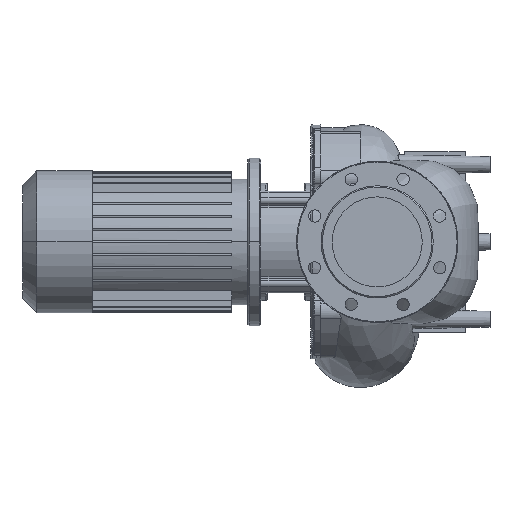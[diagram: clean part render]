
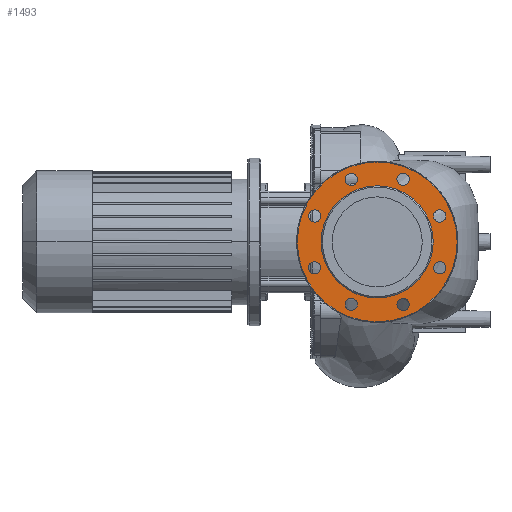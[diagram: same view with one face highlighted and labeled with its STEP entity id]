
A CAD part, left-side view. The second image highlights one B-rep face of the part: STEP entity #1493.
In plain terms, the highlighted free-form (B-spline) face has degree [1, 1] with [2, 2] control points.
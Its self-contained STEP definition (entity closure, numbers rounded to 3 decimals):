
#424=CARTESIAN_POINT('',(2.,0.,-124.));
#425=VERTEX_POINT('',#424);
#441=CARTESIAN_POINT('',(2.,0.,124.));
#442=VERTEX_POINT('',#441);
#450=CARTESIAN_POINT('',(2.,-124.,0.0));
#451=VERTEX_POINT('',#450);
#452=CARTESIAN_POINT('',(2.,0.,0.0));
#453=DIRECTION('',(-1.0,0.0,0.0));
#454=DIRECTION('',(0.0,-1.0,0.0));
#455=AXIS2_PLACEMENT_3D('',#452,#453,#454);
#456=CIRCLE('',#455,124.);
#457=EDGE_CURVE('',#451,#442,#456,.T.);
#459=CARTESIAN_POINT('',(2.,0.,0.0));
#460=DIRECTION('',(-1.0,0.0,0.0));
#461=DIRECTION('',(0.0,-1.0,0.0));
#462=AXIS2_PLACEMENT_3D('',#459,#460,#461);
#463=CIRCLE('',#462,124.);
#464=EDGE_CURVE('',#425,#451,#463,.T.);
#495=CARTESIAN_POINT('',(2.,-87.0,0.0));
#496=VERTEX_POINT('',#495);
#505=CARTESIAN_POINT('',(2.,87.0,0.));
#506=VERTEX_POINT('',#505);
#507=CARTESIAN_POINT('',(2.,0.,0.0));
#508=DIRECTION('',(-1.0,0.0,0.0));
#509=DIRECTION('',(0.0,-1.0,0.0));
#510=AXIS2_PLACEMENT_3D('',#507,#508,#509);
#511=CIRCLE('',#510,87.0);
#512=EDGE_CURVE('',#496,#506,#511,.T.);
#558=CARTESIAN_POINT('',(2.,-97.007,30.682));
#559=VERTEX_POINT('',#558);
#568=CARTESIAN_POINT('',(2.,-97.007,49.682));
#569=VERTEX_POINT('',#568);
#570=CARTESIAN_POINT('',(2.,-97.007,40.182));
#571=DIRECTION('',(-1.0,0.0,0.0));
#572=DIRECTION('',(0.0,0.0,-1.0));
#573=AXIS2_PLACEMENT_3D('',#570,#571,#572);
#574=CIRCLE('',#573,9.5);
#575=EDGE_CURVE('',#559,#569,#574,.T.);
#621=CARTESIAN_POINT('',(2.,-46.899,90.29));
#622=VERTEX_POINT('',#621);
#631=CARTESIAN_POINT('',(2.,-33.464,103.725));
#632=VERTEX_POINT('',#631);
#633=CARTESIAN_POINT('',(2.,-40.182,97.007));
#634=DIRECTION('',(-1.,0.,0.));
#635=DIRECTION('',(0.,-0.707,-0.707));
#636=AXIS2_PLACEMENT_3D('',#633,#634,#635);
#637=CIRCLE('',#636,9.5);
#638=EDGE_CURVE('',#622,#632,#637,.T.);
#684=CARTESIAN_POINT('',(2.,30.682,97.007));
#685=VERTEX_POINT('',#684);
#694=CARTESIAN_POINT('',(2.,49.682,97.007));
#695=VERTEX_POINT('',#694);
#696=CARTESIAN_POINT('',(2.,40.182,97.007));
#697=DIRECTION('',(-1.0,0.0,0.0));
#698=DIRECTION('',(0.0,-1.0,0.0));
#699=AXIS2_PLACEMENT_3D('',#696,#697,#698);
#700=CIRCLE('',#699,9.5);
#701=EDGE_CURVE('',#685,#695,#700,.T.);
#747=CARTESIAN_POINT('',(2.,90.29,46.899));
#748=VERTEX_POINT('',#747);
#757=CARTESIAN_POINT('',(2.,103.725,33.464));
#758=VERTEX_POINT('',#757);
#759=CARTESIAN_POINT('',(2.,97.007,40.182));
#760=DIRECTION('',(-1.,0.,0.));
#761=DIRECTION('',(0.,-0.707,0.707));
#762=AXIS2_PLACEMENT_3D('',#759,#760,#761);
#763=CIRCLE('',#762,9.5);
#764=EDGE_CURVE('',#748,#758,#763,.T.);
#810=CARTESIAN_POINT('',(2.,97.007,-30.682));
#811=VERTEX_POINT('',#810);
#820=CARTESIAN_POINT('',(2.,97.007,-49.682));
#821=VERTEX_POINT('',#820);
#822=CARTESIAN_POINT('',(2.,97.007,-40.182));
#823=DIRECTION('',(-1.0,0.0,0.0));
#824=DIRECTION('',(0.0,0.0,1.0));
#825=AXIS2_PLACEMENT_3D('',#822,#823,#824);
#826=CIRCLE('',#825,9.5);
#827=EDGE_CURVE('',#811,#821,#826,.T.);
#873=CARTESIAN_POINT('',(2.,46.899,-90.29));
#874=VERTEX_POINT('',#873);
#883=CARTESIAN_POINT('',(2.,33.464,-103.725));
#884=VERTEX_POINT('',#883);
#885=CARTESIAN_POINT('',(2.,40.182,-97.007));
#886=DIRECTION('',(-1.0,0.,0.));
#887=DIRECTION('',(0.,0.707,0.707));
#888=AXIS2_PLACEMENT_3D('',#885,#886,#887);
#889=CIRCLE('',#888,9.5);
#890=EDGE_CURVE('',#874,#884,#889,.T.);
#936=CARTESIAN_POINT('',(2.,-30.682,-97.007));
#937=VERTEX_POINT('',#936);
#946=CARTESIAN_POINT('',(2.,-49.682,-97.007));
#947=VERTEX_POINT('',#946);
#948=CARTESIAN_POINT('',(2.,-40.182,-97.007));
#949=DIRECTION('',(-1.0,0.0,0.0));
#950=DIRECTION('',(0.0,1.0,0.0));
#951=AXIS2_PLACEMENT_3D('',#948,#949,#950);
#952=CIRCLE('',#951,9.5);
#953=EDGE_CURVE('',#937,#947,#952,.T.);
#999=CARTESIAN_POINT('',(2.,-90.29,-46.899));
#1000=VERTEX_POINT('',#999);
#1009=CARTESIAN_POINT('',(2.,-103.725,-33.464));
#1010=VERTEX_POINT('',#1009);
#1011=CARTESIAN_POINT('',(2.,-97.007,-40.182));
#1012=DIRECTION('',(-1.0,0.,0.));
#1013=DIRECTION('',(0.,0.707,-0.707));
#1014=AXIS2_PLACEMENT_3D('',#1011,#1012,#1013);
#1015=CIRCLE('',#1014,9.5);
#1016=EDGE_CURVE('',#1000,#1010,#1015,.T.);
#1071=CARTESIAN_POINT('',(2.,-97.007,-40.182));
#1072=DIRECTION('',(-1.0,0.,0.));
#1073=DIRECTION('',(0.,0.707,-0.707));
#1074=AXIS2_PLACEMENT_3D('',#1071,#1072,#1073);
#1075=CIRCLE('',#1074,9.5);
#1076=EDGE_CURVE('',#1010,#1000,#1075,.T.);
#1116=CARTESIAN_POINT('',(2.,-40.182,-97.007));
#1117=DIRECTION('',(-1.0,0.0,0.0));
#1118=DIRECTION('',(0.0,1.0,0.0));
#1119=AXIS2_PLACEMENT_3D('',#1116,#1117,#1118);
#1120=CIRCLE('',#1119,9.5);
#1121=EDGE_CURVE('',#947,#937,#1120,.T.);
#1161=CARTESIAN_POINT('',(2.,40.182,-97.007));
#1162=DIRECTION('',(-1.0,0.,0.));
#1163=DIRECTION('',(0.,0.707,0.707));
#1164=AXIS2_PLACEMENT_3D('',#1161,#1162,#1163);
#1165=CIRCLE('',#1164,9.5);
#1166=EDGE_CURVE('',#884,#874,#1165,.T.);
#1206=CARTESIAN_POINT('',(2.,97.007,-40.182));
#1207=DIRECTION('',(-1.0,0.0,0.0));
#1208=DIRECTION('',(0.0,0.0,1.0));
#1209=AXIS2_PLACEMENT_3D('',#1206,#1207,#1208);
#1210=CIRCLE('',#1209,9.5);
#1211=EDGE_CURVE('',#821,#811,#1210,.T.);
#1251=CARTESIAN_POINT('',(2.,97.007,40.182));
#1252=DIRECTION('',(-1.,0.,0.));
#1253=DIRECTION('',(0.,-0.707,0.707));
#1254=AXIS2_PLACEMENT_3D('',#1251,#1252,#1253);
#1255=CIRCLE('',#1254,9.5);
#1256=EDGE_CURVE('',#758,#748,#1255,.T.);
#1296=CARTESIAN_POINT('',(2.,40.182,97.007));
#1297=DIRECTION('',(-1.0,0.0,0.0));
#1298=DIRECTION('',(0.0,-1.0,0.0));
#1299=AXIS2_PLACEMENT_3D('',#1296,#1297,#1298);
#1300=CIRCLE('',#1299,9.5);
#1301=EDGE_CURVE('',#695,#685,#1300,.T.);
#1341=CARTESIAN_POINT('',(2.,-40.182,97.007));
#1342=DIRECTION('',(-1.,0.,0.));
#1343=DIRECTION('',(0.,-0.707,-0.707));
#1344=AXIS2_PLACEMENT_3D('',#1341,#1342,#1343);
#1345=CIRCLE('',#1344,9.5);
#1346=EDGE_CURVE('',#632,#622,#1345,.T.);
#1386=CARTESIAN_POINT('',(2.,-97.007,40.182));
#1387=DIRECTION('',(-1.0,0.0,0.0));
#1388=DIRECTION('',(0.0,0.0,-1.0));
#1389=AXIS2_PLACEMENT_3D('',#1386,#1387,#1388);
#1390=CIRCLE('',#1389,9.5);
#1391=EDGE_CURVE('',#569,#559,#1390,.T.);
#1431=CARTESIAN_POINT('',(2.,0.,0.0));
#1432=DIRECTION('',(-1.0,0.0,0.0));
#1433=DIRECTION('',(0.0,-1.0,0.0));
#1434=AXIS2_PLACEMENT_3D('',#1431,#1432,#1433);
#1435=CIRCLE('',#1434,87.0);
#1436=EDGE_CURVE('',#506,#496,#1435,.T.);
#1441=CARTESIAN_POINT('',(2.,-124.,-124.));
#1442=CARTESIAN_POINT('',(2.,-124.,124.));
#1443=CARTESIAN_POINT('',(2.,124.,-124.));
#1444=CARTESIAN_POINT('',(2.,124.,124.));
#1445=B_SPLINE_SURFACE_WITH_KNOTS('',1,1,((#1441,#1443),(#1442,#1444)),.UNSPECIFIED.,.F.,.F.,.U.,(2,2),(2,2),(0.0,248.),(0.0,248.),.UNSPECIFIED.);
#1446=ORIENTED_EDGE('',*,*,#457,.T.);
#1447=CARTESIAN_POINT('',(2.,0.,0.0));
#1448=DIRECTION('',(-1.0,0.0,0.0));
#1449=DIRECTION('',(0.0,-1.0,0.0));
#1450=AXIS2_PLACEMENT_3D('',#1447,#1448,#1449);
#1451=CIRCLE('',#1450,124.);
#1452=EDGE_CURVE('',#442,#425,#1451,.T.);
#1453=ORIENTED_EDGE('',*,*,#1452,.T.);
#1454=ORIENTED_EDGE('',*,*,#464,.T.);
#1455=EDGE_LOOP('',(#1446,#1453,#1454));
#1456=FACE_OUTER_BOUND('',#1455,.T.);
#1457=ORIENTED_EDGE('',*,*,#1076,.F.);
#1458=ORIENTED_EDGE('',*,*,#1016,.F.);
#1459=EDGE_LOOP('',(#1457,#1458));
#1460=FACE_BOUND('',#1459,.T.);
#1461=ORIENTED_EDGE('',*,*,#1121,.F.);
#1462=ORIENTED_EDGE('',*,*,#953,.F.);
#1463=EDGE_LOOP('',(#1461,#1462));
#1464=FACE_BOUND('',#1463,.T.);
#1465=ORIENTED_EDGE('',*,*,#1166,.F.);
#1466=ORIENTED_EDGE('',*,*,#890,.F.);
#1467=EDGE_LOOP('',(#1465,#1466));
#1468=FACE_BOUND('',#1467,.T.);
#1469=ORIENTED_EDGE('',*,*,#1211,.F.);
#1470=ORIENTED_EDGE('',*,*,#827,.F.);
#1471=EDGE_LOOP('',(#1469,#1470));
#1472=FACE_BOUND('',#1471,.T.);
#1473=ORIENTED_EDGE('',*,*,#1256,.F.);
#1474=ORIENTED_EDGE('',*,*,#764,.F.);
#1475=EDGE_LOOP('',(#1473,#1474));
#1476=FACE_BOUND('',#1475,.T.);
#1477=ORIENTED_EDGE('',*,*,#1301,.F.);
#1478=ORIENTED_EDGE('',*,*,#701,.F.);
#1479=EDGE_LOOP('',(#1477,#1478));
#1480=FACE_BOUND('',#1479,.T.);
#1481=ORIENTED_EDGE('',*,*,#1346,.F.);
#1482=ORIENTED_EDGE('',*,*,#638,.F.);
#1483=EDGE_LOOP('',(#1481,#1482));
#1484=FACE_BOUND('',#1483,.T.);
#1485=ORIENTED_EDGE('',*,*,#1391,.F.);
#1486=ORIENTED_EDGE('',*,*,#575,.F.);
#1487=EDGE_LOOP('',(#1485,#1486));
#1488=FACE_BOUND('',#1487,.T.);
#1489=ORIENTED_EDGE('',*,*,#512,.F.);
#1490=ORIENTED_EDGE('',*,*,#1436,.F.);
#1491=EDGE_LOOP('',(#1489,#1490));
#1492=FACE_BOUND('',#1491,.T.);
#1493=ADVANCED_FACE('',(#1456,#1460,#1464,#1468,#1472,#1476,#1480,#1484,#1488,#1492),#1445,.T.);
